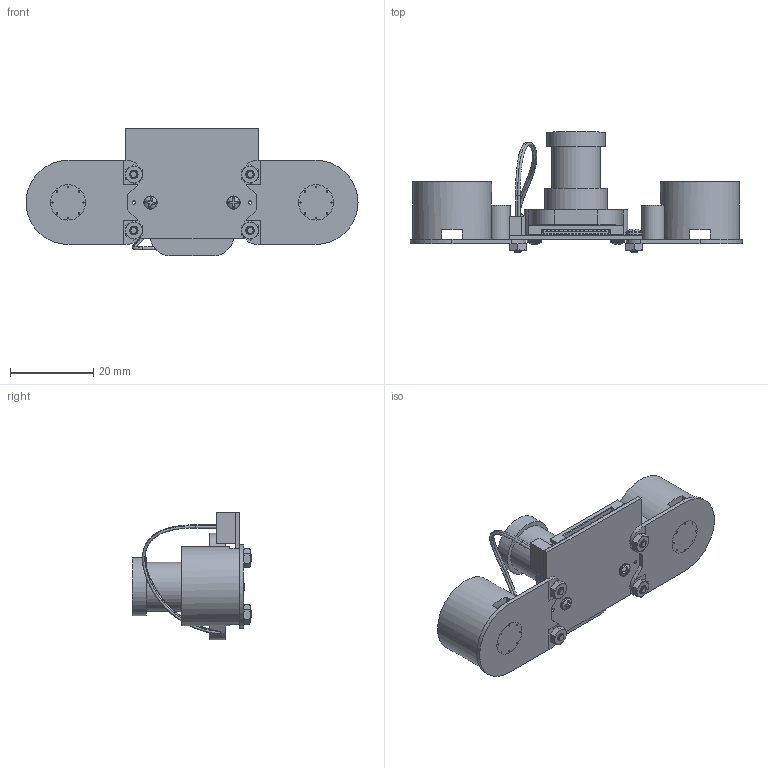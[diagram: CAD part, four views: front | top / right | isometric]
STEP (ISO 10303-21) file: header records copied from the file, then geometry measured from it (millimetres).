
FILE_DESCRIPTION (( 'STEP AP214' ), '1' );
FILE_NAME ('JES Camera Module Kit Embedded IR-CUT Night Vision.STEP', '2018-03-14T00:16:58', ( '' ), ( '' ), 'SwSTEP 2.0', 'SolidWorks 2017', '' );
FILE_SCHEMA (( 'AUTOMOTIVE_DESIGN' ));
Length unit declared in the file: millimetre
Products named in the file (9): Raspberry PI IR illuminator; JES Camera Module Kit Embedded IR-CUT Night Vision; TE-1-84952-5; 90591A265_ZINC PLATED STEEL HEX NUT_90591A265; camera lens; 92005A002_METRIC PAN HEAD PHILLIPS MACHINE SCREW_92005A002; 92005A016_METRIC PAN HEAD PHILLIPS MACHINE SCREW_92005A016; camera pcb; Raspberry Pi Camera
Assembly tree (16 placements, depth 3):
  JES Camera Module Kit Embedded IR-CUT Night Vision
    Raspberry Pi Camera
      camera pcb
      TE-1-84952-5
      camera lens
      92005A002_METRIC PAN HEAD PHILLIPS MACHINE SCREW_92005A002  x2
    Raspberry PI IR illuminator  x2
    92005A016_METRIC PAN HEAD PHILLIPS MACHINE SCREW_92005A016  x4
    90591A265_ZINC PLATED STEEL HEX NUT_90591A265  x4
Bounding box: 80 x 28.9 x 30.77 mm (x, y, z)
Volume: 13546.9 mm3; surface area: 14077.8 mm2
Topology: 22 solids, 22 shells, 1346 faces, 3696 edges, 2427 vertices
Faces by surface type: plane 787, cylinder 418, cone 86, bspline 34, torus 12, sphere 9
Full cylindrical faces by diameter (mm): 0.8 x2, 1.6 x2, 2 x6, 2.4 x4, 3.2 x2, 4 x4, 4.2 x2, 5.4 x2, 8 x2, 11.8 x1, 14 x1, 15.1 x1, 15.45 x4, 19.05 x2
Entity records: 36635 total; most frequent: CARTESIAN_POINT 9614, ORIENTED_EDGE 5644, DIRECTION 5354, EDGE_CURVE 2822, VECTOR 2008, LINE 2008, VERTEX_POINT 1880, AXIS2_PLACEMENT_3D 1673
